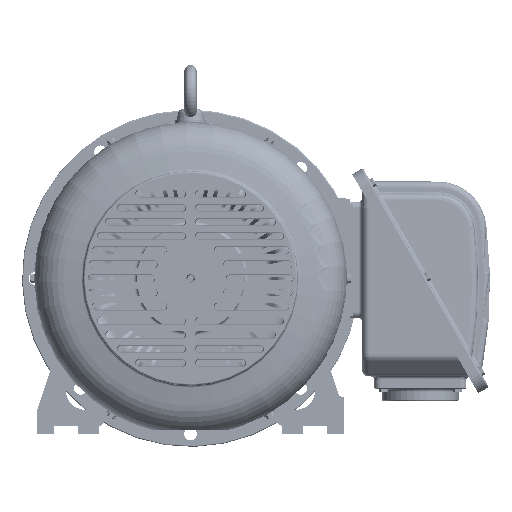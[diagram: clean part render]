
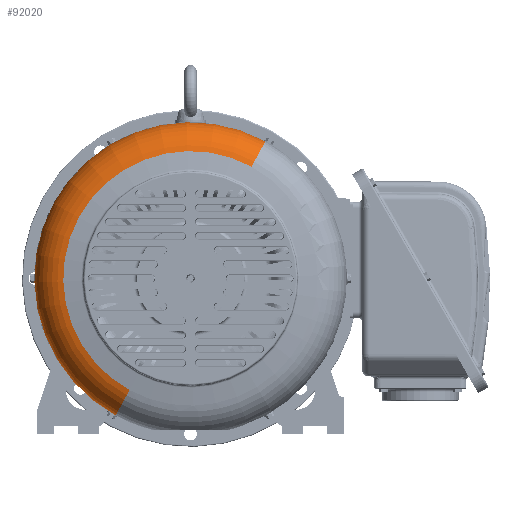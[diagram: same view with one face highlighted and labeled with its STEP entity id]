
A CAD part, front view. The second image highlights one B-rep face of the part: STEP entity #92020.
In plain terms, the highlighted toroidal (fillet/blend) face has major radius 197.75 mm and minor radius 57 mm.
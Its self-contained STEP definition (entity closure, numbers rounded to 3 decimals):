
#91860=CARTESIAN_POINT('Axis2P3D Location',(0.,-418.243,0.)) ;
#91864=CARTESIAN_POINT('Vertex',(-99.552,-418.243,-182.228)) ;
#91866=CARTESIAN_POINT('Vertex',(99.552,-418.243,182.228)) ;
#91990=CARTESIAN_POINT('Axis2P3D Location',(0.,-362.109,0.)) ;
#91995=CARTESIAN_POINT('Axis2P3D Location',(0.,-362.109,0.)) ;
#91999=CARTESIAN_POINT('Vertex',(-122.134,-362.109,-223.564)) ;
#92001=CARTESIAN_POINT('Vertex',(122.134,-362.109,223.564)) ;
#92004=CARTESIAN_POINT('Axis2P3D Location',(-94.806,-362.109,-173.542)) ;
#92009=CARTESIAN_POINT('Axis2P3D Location',(94.806,-362.109,173.542)) ;
#91861=DIRECTION('Axis2P3D Direction',(0.,1.,0.)) ;
#91991=DIRECTION('Axis2P3D Direction',(0.,1.,0.)) ;
#91992=DIRECTION('Axis2P3D XDirection',(0.479,0.,0.878)) ;
#91996=DIRECTION('Axis2P3D Direction',(0.,1.,0.)) ;
#92005=DIRECTION('Axis2P3D Direction',(0.878,0.,-0.479)) ;
#92010=DIRECTION('Axis2P3D Direction',(-0.878,0.,0.479)) ;
#91862=AXIS2_PLACEMENT_3D('Circle Axis2P3D',#91860,#91861,$) ;
#91993=AXIS2_PLACEMENT_3D('Torus Axis2P3D',#91990,#91991,#91992) ;
#91997=AXIS2_PLACEMENT_3D('Circle Axis2P3D',#91995,#91996,$) ;
#92006=AXIS2_PLACEMENT_3D('Circle Axis2P3D',#92004,#92005,$) ;
#92011=AXIS2_PLACEMENT_3D('Circle Axis2P3D',#92009,#92010,$) ;
#92015=ORIENTED_EDGE('',*,*,#92003,.F.) ;
#92016=ORIENTED_EDGE('',*,*,#92008,.T.) ;
#92017=ORIENTED_EDGE('',*,*,#91868,.T.) ;
#92018=ORIENTED_EDGE('',*,*,#92013,.F.) ;
#92020=ADVANCED_FACE('31407B027.1',(#92019),#91994,.T.) ;
#91863=CIRCLE('generated circle',#91862,207.648) ;
#91998=CIRCLE('generated circle',#91997,254.75) ;
#92007=CIRCLE('generated circle',#92006,57.) ;
#92012=CIRCLE('generated circle',#92011,57.) ;
#91994=TOROIDAL_SURFACE('homeo Torus',#91993,197.75,57.) ;
#91868=EDGE_CURVE('',#91865,#91867,#91863,.T.) ;
#92003=EDGE_CURVE('',#92000,#92002,#91998,.T.) ;
#92008=EDGE_CURVE('',#92000,#91865,#92007,.F.) ;
#92013=EDGE_CURVE('',#92002,#91867,#92012,.F.) ;
#92014=EDGE_LOOP('',(#92015,#92016,#92017,#92018)) ;
#92019=FACE_OUTER_BOUND('',#92014,.T.) ;
#91865=VERTEX_POINT('',#91864) ;
#91867=VERTEX_POINT('',#91866) ;
#92000=VERTEX_POINT('',#91999) ;
#92002=VERTEX_POINT('',#92001) ;
